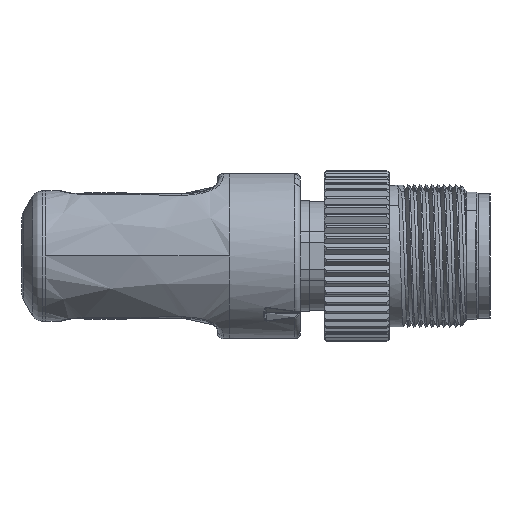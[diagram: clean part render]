
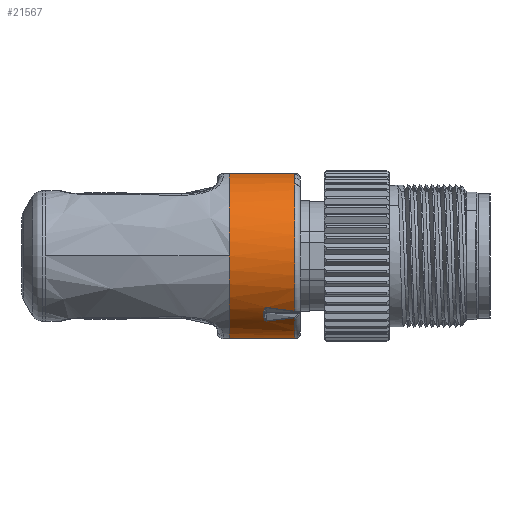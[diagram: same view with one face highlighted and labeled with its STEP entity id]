
A CAD part, left-side view. The second image highlights one B-rep face of the part: STEP entity #21567.
In plain terms, the highlighted cylindrical face has radius 7 mm (diameter 14 mm), a partial arc.
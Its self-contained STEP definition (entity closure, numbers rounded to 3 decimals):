
#274 = CARTESIAN_POINT ( 'NONE',  ( 0.5, 4.661, -5.223 ) ) ;
#333 = B_SPLINE_CURVE_WITH_KNOTS ( 'NONE', 3,
 ( #24080, #36246, #21496, #21117, #24477, #33273 ),
 .UNSPECIFIED., .F., .F.,
 ( 4, 2, 4 ),
 ( 0., 0.001, 0.002 ),
 .UNSPECIFIED. ) ;
#551 = DIRECTION ( 'NONE',  ( 0., 0., 1. ) ) ;
#964 = VERTEX_POINT ( 'NONE', #13628 ) ;
#997 = DIRECTION ( 'NONE',  ( 0., 0., 1. ) ) ;
#1366 = CARTESIAN_POINT ( 'NONE',  ( 0.5, 0., -7. ) ) ;
#2381 = CARTESIAN_POINT ( 'NONE',  ( 6., 0., 7. ) ) ;
#2678 = CARTESIAN_POINT ( 'NONE',  ( 3.006, 4.402, -5.443 ) ) ;
#2904 = CARTESIAN_POINT ( 'NONE',  ( 0.896, 4.599, -5.278 ) ) ;
#3050 = CARTESIAN_POINT ( 'NONE',  ( 2.921, 4.333, -5.498 ) ) ;
#3993 = CARTESIAN_POINT ( 'NONE',  ( 0., 0., -7. ) ) ;
#4313 = ORIENTED_EDGE ( 'NONE', *, *, #31534, .T. ) ;
#4448 = CIRCLE ( 'NONE', #22247, 7. ) ;
#4558 = DIRECTION ( 'NONE',  ( 0., 0., 1. ) ) ;
#4666 = CARTESIAN_POINT ( 'NONE',  ( 2.89, 5.495, -4.336 ) ) ;
#5193 = CIRCLE ( 'NONE', #27464, 7. ) ;
#5597 = VERTEX_POINT ( 'NONE', #12586 ) ;
#5672 = CIRCLE ( 'NONE', #32430, 7. ) ;
#5906 = ORIENTED_EDGE ( 'NONE', *, *, #10768, .T. ) ;
#6433 = CARTESIAN_POINT ( 'NONE',  ( 3.044, 4.466, -5.39 ) ) ;
#6740 = CYLINDRICAL_SURFACE ( 'NONE', #12119, 7. ) ;
#6926 = DIRECTION ( 'NONE',  ( -1., 0., 0. ) ) ;
#7084 = AXIS2_PLACEMENT_3D ( 'NONE', #34937, #34551, #7624 ) ;
#7508 = ORIENTED_EDGE ( 'NONE', *, *, #27774, .T. ) ;
#7624 = DIRECTION ( 'NONE',  ( 0., 0., -1. ) ) ;
#8838 = CARTESIAN_POINT ( 'NONE',  ( 3.059, 4.511, -5.353 ) ) ;
#9244 = EDGE_LOOP ( 'NONE', ( #4313, #5906, #19553, #15105, #39047, #7508, #37407, #26141, #29005, #39455, #23580 ) ) ;
#9418 = CARTESIAN_POINT ( 'NONE',  ( 2.95, 4.346, -5.487 ) ) ;
#10225 = CARTESIAN_POINT ( 'NONE',  ( 3.1, 5.157, -4.735 ) ) ;
#10362 = EDGE_CURVE ( 'NONE', #30297, #35929, #32130, .T. ) ;
#10768 = EDGE_CURVE ( 'NONE', #33890, #5597, #25470, .T. ) ;
#11836 = CARTESIAN_POINT ( 'NONE',  ( 3.1, 4.735, -5.157 ) ) ;
#12119 = AXIS2_PLACEMENT_3D ( 'NONE', #34251, #15746, #551 ) ;
#12283 = DIRECTION ( 'NONE',  ( 0., 0., -1. ) ) ;
#12586 = CARTESIAN_POINT ( 'NONE',  ( 6., 0., -7. ) ) ;
#12659 = VERTEX_POINT ( 'NONE', #28242 ) ;
#13628 = CARTESIAN_POINT ( 'NONE',  ( 0.5, 4.661, -5.223 ) ) ;
#13629 = CARTESIAN_POINT ( 'NONE',  ( 3.059, 5.353, -4.511 ) ) ;
#14603 = VERTEX_POINT ( 'NONE', #39349 ) ;
#15071 = CARTESIAN_POINT ( 'NONE',  ( 1.293, 4.539, -5.33 ) ) ;
#15105 = ORIENTED_EDGE ( 'NONE', *, *, #29648, .T. ) ;
#15746 = DIRECTION ( 'NONE',  ( -1., 0., 0. ) ) ;
#15985 = VECTOR ( 'NONE', #37888, 1000. ) ;
#16105 = EDGE_CURVE ( 'NONE', #20866, #37263, #32713, .T. ) ;
#16443 = CARTESIAN_POINT ( 'NONE',  ( 0.5, 0., 7. ) ) ;
#17132 = DIRECTION ( 'NONE',  ( 1., 0., 0. ) ) ;
#17238 = CARTESIAN_POINT ( 'NONE',  ( 3.093, 5.237, -4.646 ) ) ;
#18478 = DIRECTION ( 'NONE',  ( 1., 0., 0. ) ) ;
#19529 = CARTESIAN_POINT ( 'NONE',  ( 3.1, 0., 0. ) ) ;
#19553 = ORIENTED_EDGE ( 'NONE', *, *, #29095, .T. ) ;
#19565 = CARTESIAN_POINT ( 'NONE',  ( 6., 0., 0. ) ) ;
#20120 = DIRECTION ( 'NONE',  ( 0., 0., 1. ) ) ;
#20866 = VERTEX_POINT ( 'NONE', #24815 ) ;
#21117 = CARTESIAN_POINT ( 'NONE',  ( 1.293, 5.33, -4.539 ) ) ;
#21496 = CARTESIAN_POINT ( 'NONE',  ( 2.09, 5.421, -4.43 ) ) ;
#21567 = ADVANCED_FACE ( 'NONE', ( #30508 ), #6740, .T. ) ;
#21598 = CARTESIAN_POINT ( 'NONE',  ( 3.1, 4.822, -5.074 ) ) ;
#21821 = B_SPLINE_CURVE_WITH_KNOTS ( 'NONE', 3,
 ( #274, #2904, #15071, #30420, #39369, #30817 ),
 .UNSPECIFIED., .F., .F.,
 ( 4, 2, 4 ),
 ( 0., 0.001, 0.002 ),
 .UNSPECIFIED. ) ;
#22133 = CARTESIAN_POINT ( 'NONE',  ( 0., 0., 7. ) ) ;
#22137 = DIRECTION ( 'NONE',  ( -1., 0., 0. ) ) ;
#22247 = AXIS2_PLACEMENT_3D ( 'NONE', #37375, #18478, #12283 ) ;
#22407 = CARTESIAN_POINT ( 'NONE',  ( 2.991, 5.459, -4.381 ) ) ;
#22542 = LINE ( 'NONE', #3993, #15985 ) ;
#22801 = CARTESIAN_POINT ( 'NONE',  ( 3.044, 5.39, -4.466 ) ) ;
#23580 = ORIENTED_EDGE ( 'NONE', *, *, #10362, .F. ) ;
#23813 = CARTESIAN_POINT ( 'NONE',  ( 2.991, 4.381, -5.459 ) ) ;
#24080 = CARTESIAN_POINT ( 'NONE',  ( 2.89, 5.495, -4.336 ) ) ;
#24366 = EDGE_CURVE ( 'NONE', #37263, #14603, #333, .T. ) ;
#24477 = CARTESIAN_POINT ( 'NONE',  ( 0.896, 5.278, -4.599 ) ) ;
#24815 = CARTESIAN_POINT ( 'NONE',  ( 3.1, 5.074, -4.822 ) ) ;
#25147 = VERTEX_POINT ( 'NONE', #34910 ) ;
#25470 = CIRCLE ( 'NONE', #37575, 7. ) ;
#25838 = CARTESIAN_POINT ( 'NONE',  ( 2.89, 5.495, -4.336 ) ) ;
#26141 = ORIENTED_EDGE ( 'NONE', *, *, #16105, .T. ) ;
#27464 = AXIS2_PLACEMENT_3D ( 'NONE', #19529, #17132, #20120 ) ;
#27774 = EDGE_CURVE ( 'NONE', #25147, #12659, #30282, .T. ) ;
#28242 = CARTESIAN_POINT ( 'NONE',  ( 3.1, 4.822, -5.074 ) ) ;
#29005 = ORIENTED_EDGE ( 'NONE', *, *, #24366, .T. ) ;
#29095 = EDGE_CURVE ( 'NONE', #5597, #35452, #22542, .T. ) ;
#29386 = CARTESIAN_POINT ( 'NONE',  ( 3.006, 5.443, -4.402 ) ) ;
#29648 = EDGE_CURVE ( 'NONE', #35452, #964, #38952, .T. ) ;
#29998 = CARTESIAN_POINT ( 'NONE',  ( 2.89, 4.336, -5.495 ) ) ;
#30282 = B_SPLINE_CURVE_WITH_KNOTS ( 'NONE', 3,
 ( #29998, #3050, #9418, #23813, #2678, #6433, #8838, #30381, #11836, #21598 ),
 .UNSPECIFIED., .F., .F.,
 ( 4, 2, 2, 2, 4 ),
 ( 0., 0., 0., 0., 0.001 ),
 .UNSPECIFIED. ) ;
#30297 = VERTEX_POINT ( 'NONE', #2381 ) ;
#30381 = CARTESIAN_POINT ( 'NONE',  ( 3.093, 4.645, -5.238 ) ) ;
#30420 = CARTESIAN_POINT ( 'NONE',  ( 2.09, 4.43, -5.421 ) ) ;
#30508 = FACE_OUTER_BOUND ( 'NONE', #9244, .T. ) ;
#30817 = CARTESIAN_POINT ( 'NONE',  ( 2.89, 4.336, -5.495 ) ) ;
#31328 = DIRECTION ( 'NONE',  ( -1., 0., 0. ) ) ;
#31534 = EDGE_CURVE ( 'NONE', #30297, #33890, #5672, .T. ) ;
#32003 = CARTESIAN_POINT ( 'NONE',  ( 2.921, 5.498, -4.333 ) ) ;
#32130 = LINE ( 'NONE', #22133, #33107 ) ;
#32430 = AXIS2_PLACEMENT_3D ( 'NONE', #34656, #6926, #4558 ) ;
#32713 = B_SPLINE_CURVE_WITH_KNOTS ( 'NONE', 3,
 ( #37952, #10225, #17238, #13629, #22801, #29386, #22407, #34953, #32003, #4666 ),
 .UNSPECIFIED., .F., .F.,
 ( 4, 2, 2, 2, 4 ),
 ( 0., 0., 0.001, 0.001, 0.001 ),
 .UNSPECIFIED. ) ;
#33107 = VECTOR ( 'NONE', #31328, 1000. ) ;
#33273 = CARTESIAN_POINT ( 'NONE',  ( 0.5, 5.223, -4.661 ) ) ;
#33667 = EDGE_CURVE ( 'NONE', #14603, #35929, #4448, .T. ) ;
#33890 = VERTEX_POINT ( 'NONE', #35382 ) ;
#34251 = CARTESIAN_POINT ( 'NONE',  ( 0., 0., 0. ) ) ;
#34551 = DIRECTION ( 'NONE',  ( 1., 0., 0. ) ) ;
#34656 = CARTESIAN_POINT ( 'NONE',  ( 6., 0., 0. ) ) ;
#34910 = CARTESIAN_POINT ( 'NONE',  ( 2.89, 4.336, -5.495 ) ) ;
#34937 = CARTESIAN_POINT ( 'NONE',  ( 0.5, 0., 0. ) ) ;
#34953 = CARTESIAN_POINT ( 'NONE',  ( 2.95, 5.487, -4.347 ) ) ;
#35382 = CARTESIAN_POINT ( 'NONE',  ( 6., 7., 0. ) ) ;
#35452 = VERTEX_POINT ( 'NONE', #1366 ) ;
#35511 = EDGE_CURVE ( 'NONE', #12659, #20866, #5193, .T. ) ;
#35929 = VERTEX_POINT ( 'NONE', #16443 ) ;
#36246 = CARTESIAN_POINT ( 'NONE',  ( 2.489, 5.46, -4.38 ) ) ;
#37263 = VERTEX_POINT ( 'NONE', #25838 ) ;
#37375 = CARTESIAN_POINT ( 'NONE',  ( 0.5, 0., 0. ) ) ;
#37407 = ORIENTED_EDGE ( 'NONE', *, *, #35511, .T. ) ;
#37575 = AXIS2_PLACEMENT_3D ( 'NONE', #19565, #22137, #997 ) ;
#37888 = DIRECTION ( 'NONE',  ( -1., 0., 0. ) ) ;
#37952 = CARTESIAN_POINT ( 'NONE',  ( 3.1, 5.074, -4.822 ) ) ;
#38323 = EDGE_CURVE ( 'NONE', #964, #25147, #21821, .T. ) ;
#38952 = CIRCLE ( 'NONE', #7084, 7. ) ;
#39047 = ORIENTED_EDGE ( 'NONE', *, *, #38323, .T. ) ;
#39349 = CARTESIAN_POINT ( 'NONE',  ( 0.5, 5.223, -4.661 ) ) ;
#39369 = CARTESIAN_POINT ( 'NONE',  ( 2.489, 4.38, -5.46 ) ) ;
#39455 = ORIENTED_EDGE ( 'NONE', *, *, #33667, .T. ) ;
